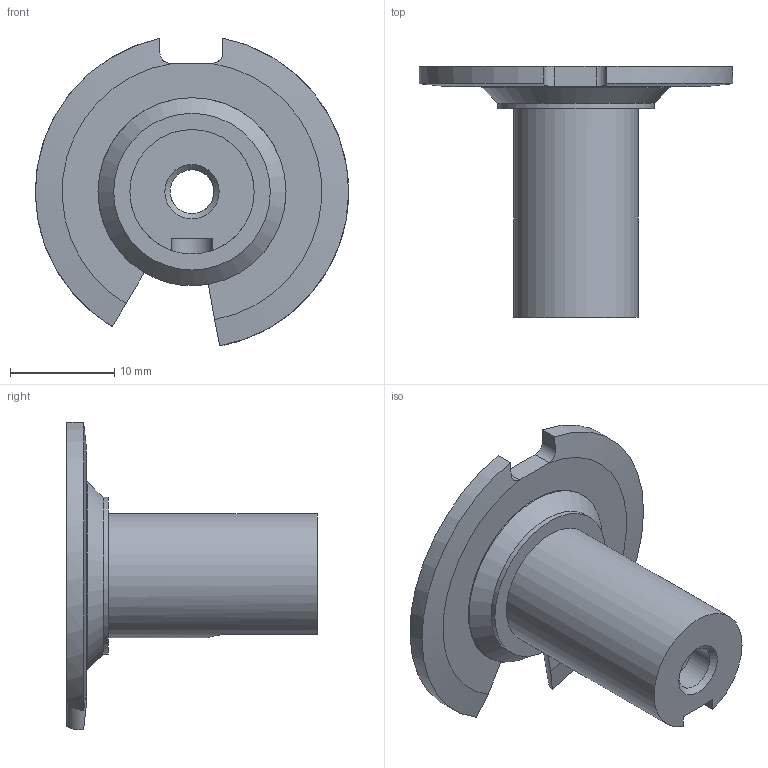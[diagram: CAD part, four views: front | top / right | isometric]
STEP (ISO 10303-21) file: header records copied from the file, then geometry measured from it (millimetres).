
FILE_DESCRIPTION(/* description */ (''),/* implementation_level */ '2;1');
FILE_NAME(/* name */ 'led_holder.step',/* time_stamp */ '2024-05-05T15:51:55+02:00',/* author */ (''),/* organization */ (''),/* preprocessor_version */ 'ST-DEVELOPER v20',/* originating_system */ 'Autodesk Translation Framework v12.20.1.177',/* authorisation */ '');
FILE_SCHEMA (('AUTOMOTIVE_DESIGN { 1 0 10303 214 3 1 1 }'));
Length unit declared in the file: millimetre
Products named in the file (1): led_holder
Bounding box: 30 x 24 x 29.48 mm (x, y, z)
Volume: 2457.5 mm3; surface area: 2748.4 mm2
Topology: 1 solids, 1 shells, 37 faces, 104 edges, 67 vertices
Faces by surface type: plane 16, cylinder 15, cone 5, bspline 1
Full cylindrical faces by diameter (mm): 4.2 x1, 8.5 x1, 11.9 x1, 15 x1
Entity records: 1375 total; most frequent: CARTESIAN_POINT 395, ORIENTED_EDGE 208, DIRECTION 188, EDGE_CURVE 104, AXIS2_PLACEMENT_3D 70, VERTEX_POINT 67, LINE 48, VECTOR 48
